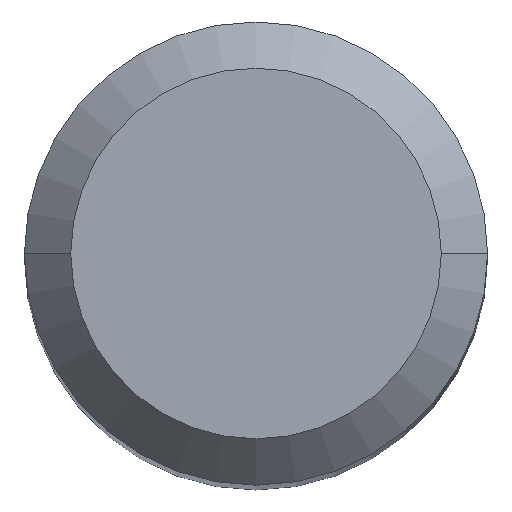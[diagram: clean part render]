
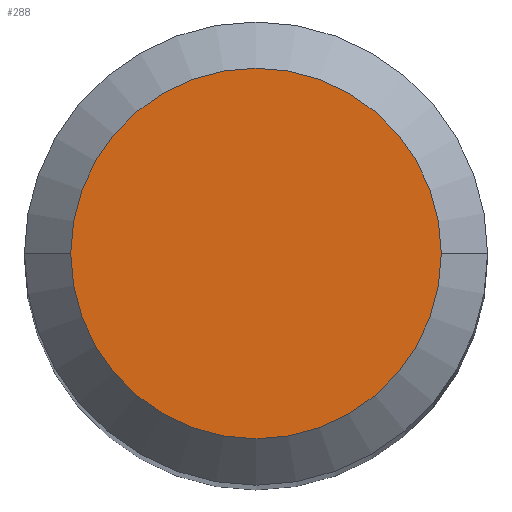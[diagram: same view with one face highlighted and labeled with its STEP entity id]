
A CAD part, top view. The second image highlights one B-rep face of the part: STEP entity #288.
In plain terms, the highlighted planar face has unit normal (0, 0, 1).
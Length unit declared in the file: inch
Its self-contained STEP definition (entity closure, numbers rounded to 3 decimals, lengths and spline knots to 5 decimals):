
#3 = EDGE_CURVE ( 'NONE', #305, #232, #273, .T. ) ;
#11 = AXIS2_PLACEMENT_3D ( 'NONE', #267, #39, #420 ) ;
#26 = AXIS2_PLACEMENT_3D ( 'NONE', #270, #372, #333 ) ;
#39 = DIRECTION ( 'NONE',  ( 0., 0., 1. ) ) ;
#58 = CARTESIAN_POINT ( 'NONE',  ( 0., 0., 0. ) ) ;
#112 = EDGE_CURVE ( 'NONE', #232, #305, #403, .T. ) ;
#170 = FACE_OUTER_BOUND ( 'NONE', #467, .T. ) ;
#206 = DIRECTION ( 'NONE',  ( 0., 0., -1. ) ) ;
#227 = AXIS2_PLACEMENT_3D ( 'NONE', #58, #206, #367 ) ;
#232 = VERTEX_POINT ( 'NONE', #295 ) ;
#267 = CARTESIAN_POINT ( 'NONE',  ( 0., 0., 0. ) ) ;
#270 = CARTESIAN_POINT ( 'NONE',  ( 0., 0., 0. ) ) ;
#273 = CIRCLE ( 'NONE', #11, 0.09448 ) ;
#288 = ADVANCED_FACE ( 'NONE', ( #170 ), #324, .F. ) ;
#295 = CARTESIAN_POINT ( 'NONE',  ( 0.09448, 0., 0. ) ) ;
#305 = VERTEX_POINT ( 'NONE', #379 ) ;
#324 = PLANE ( 'NONE',  #227 ) ;
#333 = DIRECTION ( 'NONE',  ( 1., 0., 0. ) ) ;
#344 = ORIENTED_EDGE ( 'NONE', *, *, #112, .T. ) ;
#367 = DIRECTION ( 'NONE',  ( -1., 0., 0. ) ) ;
#372 = DIRECTION ( 'NONE',  ( 0., 0., 1. ) ) ;
#379 = CARTESIAN_POINT ( 'NONE',  ( -0.09448, 0., 0. ) ) ;
#403 = CIRCLE ( 'NONE', #26, 0.09448 ) ;
#420 = DIRECTION ( 'NONE',  ( 1., 0., 0. ) ) ;
#467 = EDGE_LOOP ( 'NONE', ( #483, #344 ) ) ;
#483 = ORIENTED_EDGE ( 'NONE', *, *, #3, .T. ) ;
